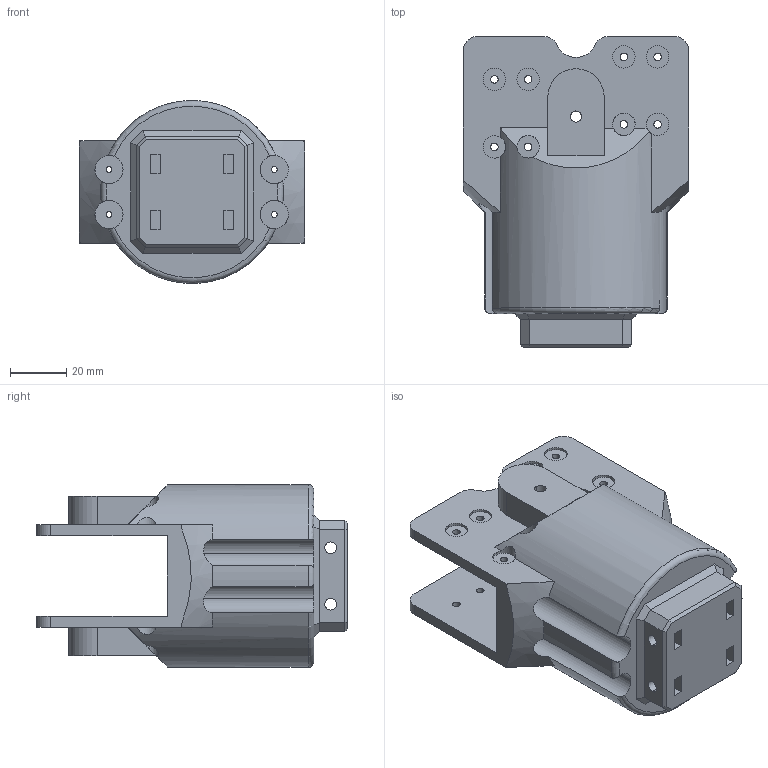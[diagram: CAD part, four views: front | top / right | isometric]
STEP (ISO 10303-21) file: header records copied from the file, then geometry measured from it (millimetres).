
FILE_DESCRIPTION((''),'2;1');
FILE_NAME('OBMP-FDH-1710','2023-10-12T13:30:16',('ccha425'),('Department of Mechanical Engineering, The University of Auckland'),'CREO PARAMETRIC BY PTC INC, 2017260','CREO PARAMETRIC BY PTC INC, 2017260','');
FILE_SCHEMA(('CONFIG_CONTROL_DESIGN'));
Length unit declared in the file: millimetre
Products named in the file (1): OBMP-FDH-1710
Bounding box: 80 x 110.5 x 65 mm (x, y, z)
Volume: 179285 mm3; surface area: 47583.1 mm2
Topology: 1 solids, 1 shells, 220 faces, 611 edges, 402 vertices
Faces by surface type: cylinder 107, plane 105, torus 4, cone 4
Entity records: 7547 total; most frequent: CARTESIAN_POINT 1623, DIRECTION 1231, ORIENTED_EDGE 1222, EDGE_CURVE 611, AXIS2_PLACEMENT_3D 448, VERTEX_POINT 402, VECTOR 335, LINE 335
